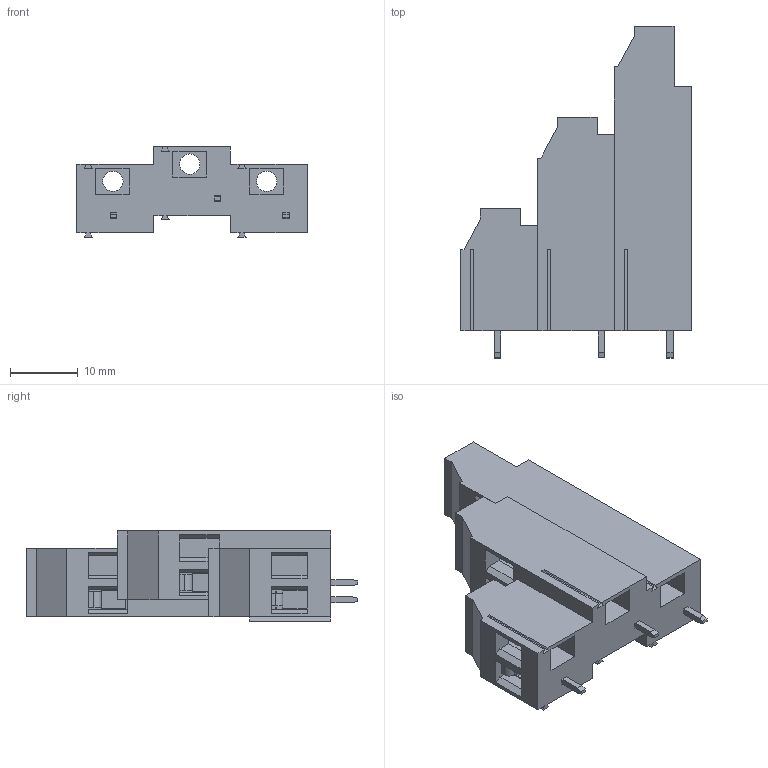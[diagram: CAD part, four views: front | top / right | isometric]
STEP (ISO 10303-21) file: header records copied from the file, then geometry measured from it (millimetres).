
FILE_DESCRIPTION(/* description */ ('Unknown'),/* implementation_level */ '2;1');
FILE_NAME(/* name */ '691247610003',/* time_stamp */ '2016-05-25T10:19:38+02:00',/* author */ ('Unknown'),/* organization */ ('Unknown'),/* preprocessor_version */ 'ST-DEVELOPER v16.7',/* originating_system */ 'DEX',/* authorisation */ $);
FILE_SCHEMA (('AUTOMOTIVE_DESIGN {1 0 10303 214 3 1 1}'));
Length unit declared in the file: millimetre
Products named in the file (2): 6912476100xx; MRT18P10.16_1AV01
Assembly tree (1 placements, depth 2):
  6912476100xx
    MRT18P10.16_1AV01
Bounding box: 34.05 x 49 x 13.3 mm (x, y, z)
Volume: 7769.3 mm3; surface area: 6429.2 mm2
Topology: 1 solids, 1 shells, 210 faces, 577 edges, 384 vertices
Faces by surface type: plane 196, cylinder 14
Full cylindrical faces by diameter (mm): 3 x3, 4 x6
Entity records: 8027 total; most frequent: CARTESIAN_POINT 1158, ORIENTED_EDGE 1130, DIRECTION 1026, EDGE_CURVE 565, LINE 528, VECTOR 528, VERTEX_POINT 381, AXIS2_PLACEMENT_3D 249
